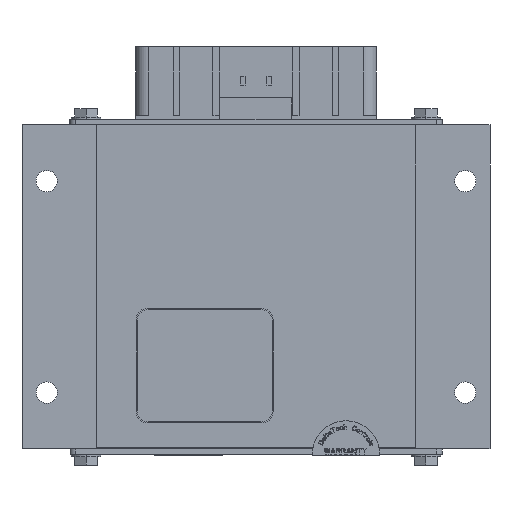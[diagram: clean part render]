
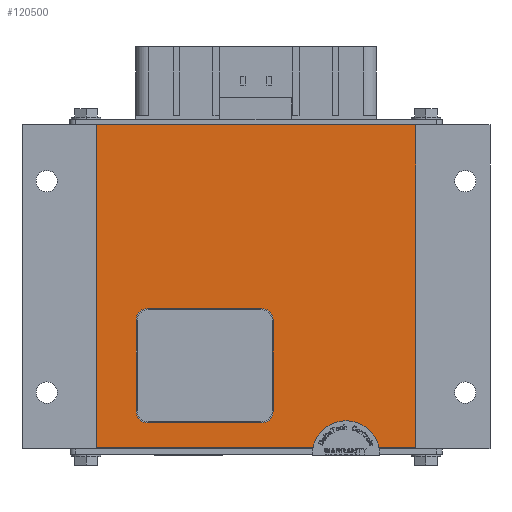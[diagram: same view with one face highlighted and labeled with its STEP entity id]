
A CAD part, front view. The second image highlights one B-rep face of the part: STEP entity #120500.
In plain terms, the highlighted planar face has unit normal (0, -1, 0).
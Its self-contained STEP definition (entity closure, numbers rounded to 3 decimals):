
#399 = LINE ( 'NONE', #91254, #109972 ) ;
#627 = VERTEX_POINT ( 'NONE', #68150 ) ;
#4628 = CARTESIAN_POINT ( 'NONE',  ( -30.607, 0., -54.991 ) ) ;
#5592 = ORIENTED_EDGE ( 'NONE', *, *, #94232, .T. ) ;
#6971 = VERTEX_POINT ( 'NONE', #129188 ) ;
#7728 = EDGE_CURVE ( 'NONE', #21350, #6971, #41859, .T. ) ;
#10515 = DIRECTION ( 'NONE',  ( 0., 0., -1. ) ) ;
#10596 = DIRECTION ( 'NONE',  ( 1., 0., 0. ) ) ;
#10860 = AXIS2_PLACEMENT_3D ( 'NONE', #132639, #43365, #147649 ) ;
#11114 = CARTESIAN_POINT ( 'NONE',  ( 4.826, 0., 0. ) ) ;
#12324 = DIRECTION ( 'NONE',  ( 0., -1., 0. ) ) ;
#12555 = AXIS2_PLACEMENT_3D ( 'NONE', #47414, #151678, #62403 ) ;
#13193 = ORIENTED_EDGE ( 'NONE', *, *, #56533, .T. ) ;
#14400 = VERTEX_POINT ( 'NONE', #60567 ) ;
#14896 = AXIS2_PLACEMENT_3D ( 'NONE', #27420, #131687, #42430 ) ;
#18724 = EDGE_CURVE ( 'NONE', #102324, #627, #192745, .T. ) ;
#19012 = CARTESIAN_POINT ( 'NONE',  ( 45.093, 0., 0. ) ) ;
#19552 = CARTESIAN_POINT ( 'NONE',  ( 1.651, 0., -51.816 ) ) ;
#19631 = DIRECTION ( 'NONE',  ( 0., 0., -1. ) ) ;
#19862 = ORIENTED_EDGE ( 'NONE', *, *, #115066, .T. ) ;
#21350 = VERTEX_POINT ( 'NONE', #19012 ) ;
#25494 = ORIENTED_EDGE ( 'NONE', *, *, #127919, .F. ) ;
#27420 = CARTESIAN_POINT ( 'NONE',  ( 1.651, 0., -80.899 ) ) ;
#30786 = CIRCLE ( 'NONE', #10860, 3.175 ) ;
#33168 = VECTOR ( 'NONE', #10515, 1000. ) ;
#37122 = VECTOR ( 'NONE', #111612, 1000. ) ;
#37331 = CARTESIAN_POINT ( 'NONE',  ( 0., 0., 0. ) ) ;
#37413 = CARTESIAN_POINT ( 'NONE',  ( 45.093, 0., 0. ) ) ;
#39645 = CARTESIAN_POINT ( 'NONE',  ( 4.826, 0., -80.899 ) ) ;
#41691 = PLANE ( 'NONE',  #106089 ) ;
#41859 = LINE ( 'NONE', #37331, #37122 ) ;
#42061 = EDGE_CURVE ( 'NONE', #99120, #61353, #399, .T. ) ;
#42430 = DIRECTION ( 'NONE',  ( 0., 0., -1. ) ) ;
#43365 = DIRECTION ( 'NONE',  ( 0., 1., 0. ) ) ;
#44617 = VECTOR ( 'NONE', #134409, 1000. ) ;
#45617 = CARTESIAN_POINT ( 'NONE',  ( -45.093, 0., -91.44 ) ) ;
#47414 = CARTESIAN_POINT ( 'NONE',  ( -30.607, 0., -80.899 ) ) ;
#49360 = VERTEX_POINT ( 'NONE', #114744 ) ;
#52416 = DIRECTION ( 'NONE',  ( 0., 0., 1. ) ) ;
#54219 = DIRECTION ( 'NONE',  ( -1., 0., 0. ) ) ;
#56267 = EDGE_LOOP ( 'NONE', ( #151030, #64356, #186014, #19862, #178870, #13193, #83622, #149710 ) ) ;
#56533 = EDGE_CURVE ( 'NONE', #49360, #102324, #67014, .T. ) ;
#57106 = LINE ( 'NONE', #128481, #91997 ) ;
#57277 = VECTOR ( 'NONE', #52416, 1000. ) ;
#59571 = CARTESIAN_POINT ( 'NONE',  ( -33.782, 0., -54.991 ) ) ;
#60567 = CARTESIAN_POINT ( 'NONE',  ( -30.607, 0., -84.074 ) ) ;
#61141 = AXIS2_PLACEMENT_3D ( 'NONE', #4628, #108936, #19631 ) ;
#61353 = VERTEX_POINT ( 'NONE', #59571 ) ;
#62403 = DIRECTION ( 'NONE',  ( 0., 0., -1. ) ) ;
#64356 = ORIENTED_EDGE ( 'NONE', *, *, #42061, .T. ) ;
#67014 = LINE ( 'NONE', #11114, #127646 ) ;
#68150 = CARTESIAN_POINT ( 'NONE',  ( 1.651, 0., -84.074 ) ) ;
#69843 = CARTESIAN_POINT ( 'NONE',  ( 0., 0., -51.816 ) ) ;
#83622 = ORIENTED_EDGE ( 'NONE', *, *, #18724, .T. ) ;
#84235 = LINE ( 'NONE', #90059, #44617 ) ;
#86124 = CARTESIAN_POINT ( 'NONE',  ( 45.093, 0., -91.44 ) ) ;
#90059 = CARTESIAN_POINT ( 'NONE',  ( 0., 0., -91.44 ) ) ;
#91254 = CARTESIAN_POINT ( 'NONE',  ( -33.782, 0., 0. ) ) ;
#91997 = VECTOR ( 'NONE', #54219, 1000. ) ;
#94232 = EDGE_CURVE ( 'NONE', #6971, #111725, #152122, .T. ) ;
#96602 = ORIENTED_EDGE ( 'NONE', *, *, #124034, .T. ) ;
#99120 = VERTEX_POINT ( 'NONE', #178145 ) ;
#100013 = EDGE_CURVE ( 'NONE', #627, #14400, #57106, .T. ) ;
#101642 = CARTESIAN_POINT ( 'NONE',  ( 0., 0., 0. ) ) ;
#102324 = VERTEX_POINT ( 'NONE', #39645 ) ;
#103190 = CARTESIAN_POINT ( 'NONE',  ( -30.607, 0., -51.816 ) ) ;
#106089 = AXIS2_PLACEMENT_3D ( 'NONE', #101642, #12324, #116613 ) ;
#106220 = DIRECTION ( 'NONE',  ( 0., 0., 1. ) ) ;
#108936 = DIRECTION ( 'NONE',  ( 0., 1., 0. ) ) ;
#109972 = VECTOR ( 'NONE', #106220, 1000. ) ;
#111612 = DIRECTION ( 'NONE',  ( -1., 0., 0. ) ) ;
#111725 = VERTEX_POINT ( 'NONE', #45617 ) ;
#114744 = CARTESIAN_POINT ( 'NONE',  ( 4.826, 0., -54.991 ) ) ;
#115066 = EDGE_CURVE ( 'NONE', #129631, #150622, #122520, .T. ) ;
#116613 = DIRECTION ( 'NONE',  ( 0., 0., 1. ) ) ;
#120500 = ADVANCED_FACE ( 'NONE', ( #159859, #190002 ), #41691, .T. ) ;
#122520 = LINE ( 'NONE', #69843, #148206 ) ;
#124034 = EDGE_CURVE ( 'NONE', #189087, #21350, #136497, .T. ) ;
#127646 = VECTOR ( 'NONE', #145407, 1000. ) ;
#127919 = EDGE_CURVE ( 'NONE', #189087, #111725, #84235, .T. ) ;
#128481 = CARTESIAN_POINT ( 'NONE',  ( 0., 0., -84.074 ) ) ;
#129188 = CARTESIAN_POINT ( 'NONE',  ( -45.093, 0., 0. ) ) ;
#129631 = VERTEX_POINT ( 'NONE', #103190 ) ;
#131687 = DIRECTION ( 'NONE',  ( 0., 1., 0. ) ) ;
#132639 = CARTESIAN_POINT ( 'NONE',  ( 1.651, 0., -54.991 ) ) ;
#134409 = DIRECTION ( 'NONE',  ( -1., 0., 0. ) ) ;
#136497 = LINE ( 'NONE', #37413, #57277 ) ;
#140954 = EDGE_CURVE ( 'NONE', #150622, #49360, #30786, .T. ) ;
#145407 = DIRECTION ( 'NONE',  ( 0., 0., -1. ) ) ;
#147114 = EDGE_CURVE ( 'NONE', #61353, #129631, #163297, .T. ) ;
#147649 = DIRECTION ( 'NONE',  ( 0., 0., -1. ) ) ;
#148206 = VECTOR ( 'NONE', #10596, 1000. ) ;
#149710 = ORIENTED_EDGE ( 'NONE', *, *, #100013, .T. ) ;
#150622 = VERTEX_POINT ( 'NONE', #19552 ) ;
#151030 = ORIENTED_EDGE ( 'NONE', *, *, #170758, .T. ) ;
#151678 = DIRECTION ( 'NONE',  ( 0., 1., 0. ) ) ;
#152122 = LINE ( 'NONE', #188961, #33168 ) ;
#155413 = ORIENTED_EDGE ( 'NONE', *, *, #7728, .T. ) ;
#159278 = EDGE_LOOP ( 'NONE', ( #25494, #96602, #155413, #5592 ) ) ;
#159859 = FACE_BOUND ( 'NONE', #56267, .T. ) ;
#163297 = CIRCLE ( 'NONE', #61141, 3.175 ) ;
#169966 = CIRCLE ( 'NONE', #12555, 3.175 ) ;
#170758 = EDGE_CURVE ( 'NONE', #14400, #99120, #169966, .T. ) ;
#178145 = CARTESIAN_POINT ( 'NONE',  ( -33.782, 0., -80.899 ) ) ;
#178870 = ORIENTED_EDGE ( 'NONE', *, *, #140954, .T. ) ;
#186014 = ORIENTED_EDGE ( 'NONE', *, *, #147114, .T. ) ;
#188961 = CARTESIAN_POINT ( 'NONE',  ( -45.093, 0., 0. ) ) ;
#189087 = VERTEX_POINT ( 'NONE', #86124 ) ;
#190002 = FACE_OUTER_BOUND ( 'NONE', #159278, .T. ) ;
#192745 = CIRCLE ( 'NONE', #14896, 3.175 ) ;
